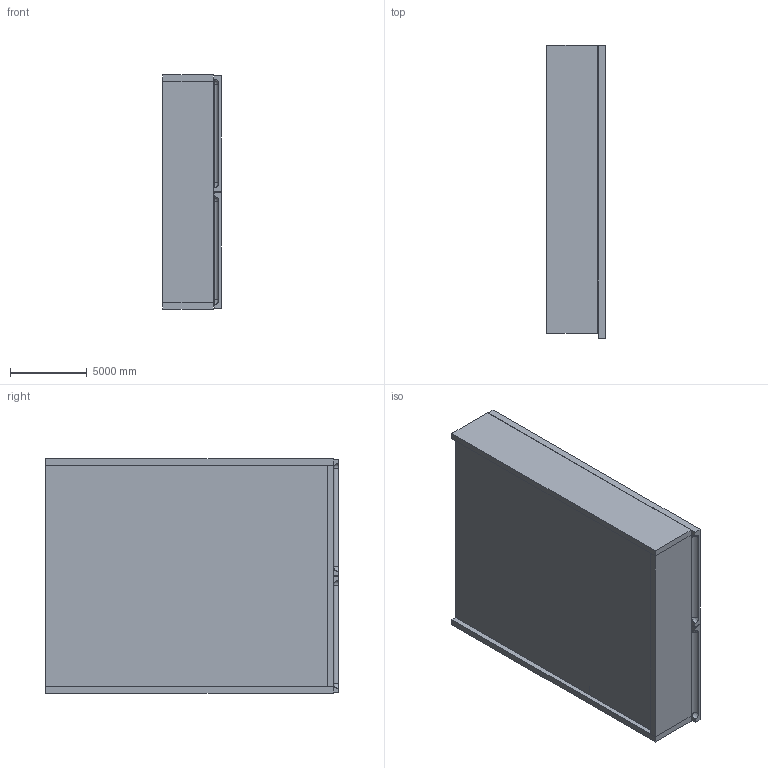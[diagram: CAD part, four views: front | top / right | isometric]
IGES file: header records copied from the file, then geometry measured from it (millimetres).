
Global section: file name: AC20W; native system: AutoCAD 2016 - English; preprocessor: Autodesk Translation Framework DWG producer (atf_dwg_producer); organization: unknown; date: 20180201.185325; units: inch
Bounding box: 3810 x 19050 x 15240 mm (x, y, z)
Volume: 247644614813.6 mm3; surface area: 1849850862.2 mm2
Topology: 9 solids, 9 shells, 72 faces, 166 edges, 112 vertices
Faces by surface type: bspline 72
